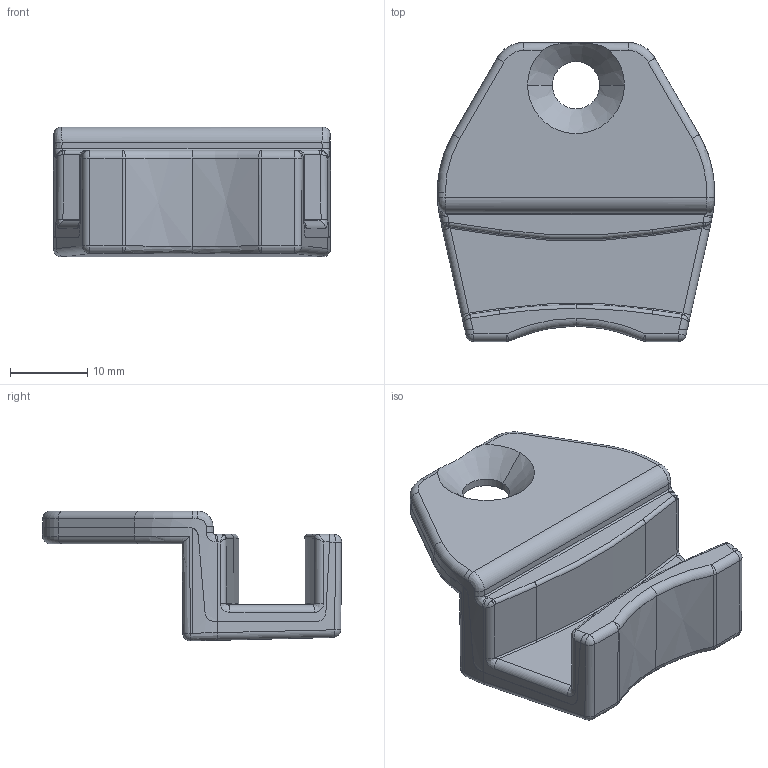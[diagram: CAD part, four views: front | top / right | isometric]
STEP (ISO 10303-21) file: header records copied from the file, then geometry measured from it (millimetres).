
FILE_DESCRIPTION (( 'STEP AP203' ), '1' );
FILE_NAME ('ILK04_zamak.STEP', '2022-07-28T10:46:39', ( '' ), ( '' ), 'SwSTEP 2.0', 'SolidWorks 2021', '' );
FILE_SCHEMA (( 'CONFIG_CONTROL_DESIGN' ));
Length unit declared in the file: millimetre
Products named in the file (1): ILK04_zamak
Bounding box: 36.02 x 38.81 x 16.86 mm (x, y, z)
Volume: 7522.6 mm3; surface area: 4367.6 mm2
Topology: 1 solids, 1 shells, 207 faces, 502 edges, 293 vertices
Faces by surface type: cylinder 55, plane 43, torus 34, bspline 31, cone 30, sphere 14
Entity records: 6734 total; most frequent: CARTESIAN_POINT 2066, ORIENTED_EDGE 996, DIRECTION 976, EDGE_CURVE 498, AXIS2_PLACEMENT_3D 399, VERTEX_POINT 293, CIRCLE 222, EDGE_LOOP 209
